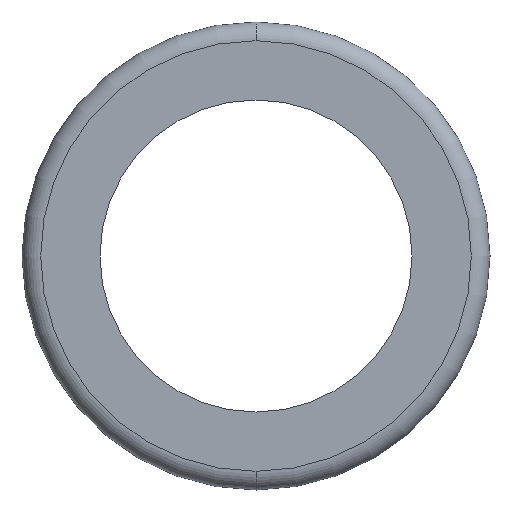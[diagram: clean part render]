
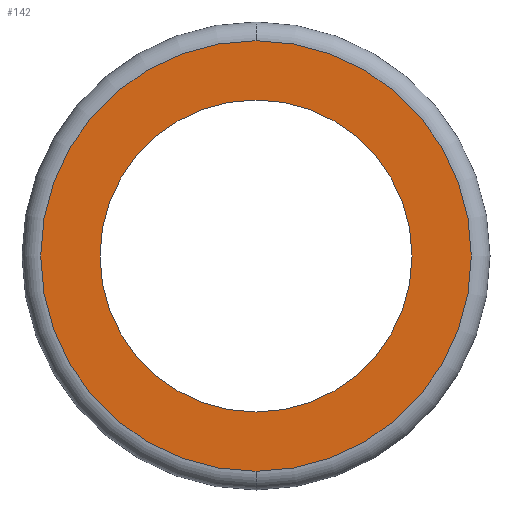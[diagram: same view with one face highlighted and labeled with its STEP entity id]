
A CAD part, front view. The second image highlights one B-rep face of the part: STEP entity #142.
In plain terms, the highlighted planar face has unit normal (0, -1, 0).
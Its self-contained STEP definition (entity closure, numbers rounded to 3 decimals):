
#118 = ORIENTED_EDGE ( 'NONE', *, *, #119, .F. ) ;
#119 = EDGE_CURVE ( 'NONE', #162, #163, #386, .T. ) ;
#120 = ORIENTED_EDGE ( 'NONE', *, *, #158, .F. ) ;
#126 = ORIENTED_EDGE ( 'NONE', *, *, #127, .T. ) ;
#127 = EDGE_CURVE ( 'NONE', #219, #218, #370, .T. ) ;
#128 = ORIENTED_EDGE ( 'NONE', *, *, #217, .T. ) ;
#129 = EDGE_LOOP ( 'NONE', ( #118, #120 ) ) ;
#142 = ADVANCED_FACE ( 'NONE', ( #240, #239 ), #238, .F. ) ;
#143 = EDGE_LOOP ( 'NONE', ( #126, #128 ) ) ;
#158 = EDGE_CURVE ( 'NONE', #163, #162, #284, .T. ) ;
#162 = VERTEX_POINT ( 'NONE', #275 ) ;
#163 = VERTEX_POINT ( 'NONE', #274 ) ;
#217 = EDGE_CURVE ( 'NONE', #218, #219, #454, .T. ) ;
#218 = VERTEX_POINT ( 'NONE', #476 ) ;
#219 = VERTEX_POINT ( 'NONE', #475 ) ;
#234 = DIRECTION ( 'NONE',  ( 0., 0., 1. ) ) ;
#235 = DIRECTION ( 'NONE',  ( 0., 1., 0. ) ) ;
#236 = CARTESIAN_POINT ( 'NONE',  ( -10., 0., 0. ) ) ;
#237 = AXIS2_PLACEMENT_3D ( 'NONE', #236, #235, #234 ) ;
#238 = PLANE ( 'NONE',  #237 ) ;
#239 = FACE_BOUND ( 'NONE', #129, .T. ) ;
#240 = FACE_OUTER_BOUND ( 'NONE', #143, .T. ) ;
#274 = CARTESIAN_POINT ( 'NONE',  ( 0., 0., 10. ) ) ;
#275 = CARTESIAN_POINT ( 'NONE',  ( 0., 0., -10. ) ) ;
#280 = DIRECTION ( 'NONE',  ( 0., 0., -1. ) ) ;
#281 = DIRECTION ( 'NONE',  ( 0., -1., 0. ) ) ;
#282 = CARTESIAN_POINT ( 'NONE',  ( 0., 0., 0. ) ) ;
#283 = AXIS2_PLACEMENT_3D ( 'NONE', #282, #281, #280 ) ;
#284 = CIRCLE ( 'NONE', #283, 10. ) ;
#366 = DIRECTION ( 'NONE',  ( 0., 0., 1. ) ) ;
#367 = DIRECTION ( 'NONE',  ( 0., -1., 0. ) ) ;
#368 = CARTESIAN_POINT ( 'NONE',  ( 0., 0., 0. ) ) ;
#369 = AXIS2_PLACEMENT_3D ( 'NONE', #368, #367, #366 ) ;
#370 = CIRCLE ( 'NONE', #369, 13.8 ) ;
#382 = DIRECTION ( 'NONE',  ( 0., 0., -1. ) ) ;
#383 = DIRECTION ( 'NONE',  ( 0., -1., 0. ) ) ;
#384 = CARTESIAN_POINT ( 'NONE',  ( 0., 0., 0. ) ) ;
#385 = AXIS2_PLACEMENT_3D ( 'NONE', #384, #383, #382 ) ;
#386 = CIRCLE ( 'NONE', #385, 10. ) ;
#454 = CIRCLE ( 'NONE', #458, 13.8 ) ;
#458 = AXIS2_PLACEMENT_3D ( 'NONE', #466, #473, #474 ) ;
#466 = CARTESIAN_POINT ( 'NONE',  ( 0., 0., 0. ) ) ;
#473 = DIRECTION ( 'NONE',  ( 0., -1., 0. ) ) ;
#474 = DIRECTION ( 'NONE',  ( 0., 0., 1. ) ) ;
#475 = CARTESIAN_POINT ( 'NONE',  ( 0., 0., 13.8 ) ) ;
#476 = CARTESIAN_POINT ( 'NONE',  ( 0., 0., -13.8 ) ) ;
